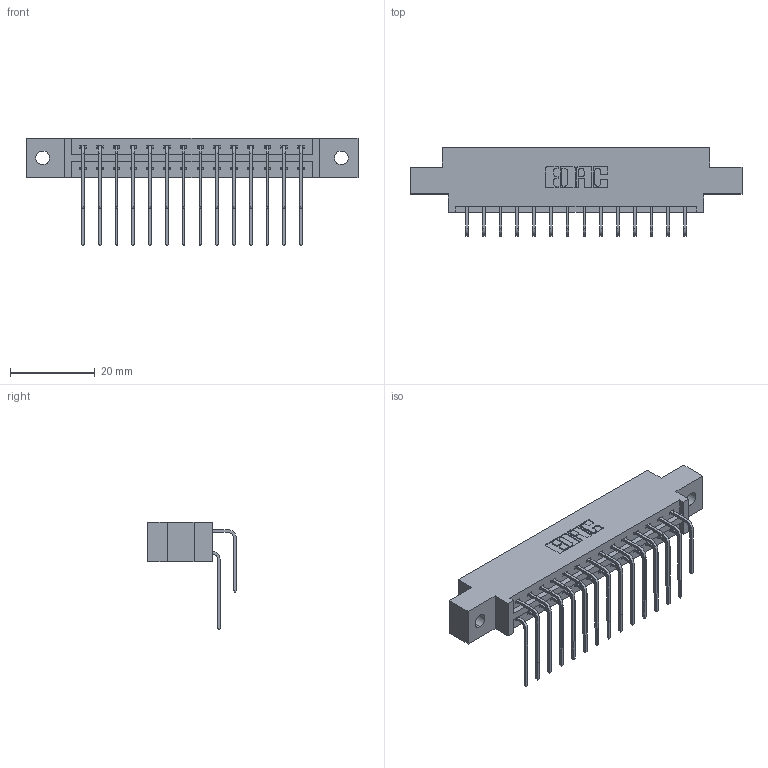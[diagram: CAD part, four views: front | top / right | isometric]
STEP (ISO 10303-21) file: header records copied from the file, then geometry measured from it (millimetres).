
FILE_DESCRIPTION (( 'STEP AP203' ), '1' );
FILE_NAME ('387-028-559-802.STEP', '2018-09-17T00:28:58', ( '' ), ( '' ), 'SwSTEP 2.0', 'SolidWorks 2016', '' );
FILE_SCHEMA (( 'CONFIG_CONTROL_DESIGN' ));
Length unit declared in the file: inch
Products named in the file (4): 337 Part_0.170 Offset - 0.128 Dia; 345-292-001_558 559 Tail - 1; 345-292-001_559 Tail - 2; 387-028-559-802
Assembly tree (29 placements, depth 2):
  387-028-559-802
    337 Part_0.170 Offset - 0.128 Dia
    345-292-001_558 559 Tail - 1  x14
    345-292-001_559 Tail - 2  x14
Bounding box: 78.49 x 20.9 x 25.53 mm (x, y, z)
Volume: 7906.1 mm3; surface area: 9312.1 mm2
Topology: 29 solids, 29 shells, 1686 faces, 4999 edges, 3294 vertices
Faces by surface type: plane 1194, cylinder 492
Entity records: 16395 total; most frequent: CARTESIAN_POINT 2833, ORIENTED_EDGE 2718, DIRECTION 2443, EDGE_CURVE 1359, LINE 1191, VECTOR 1191, VERTEX_POINT 902, AXIS2_PLACEMENT_3D 626
